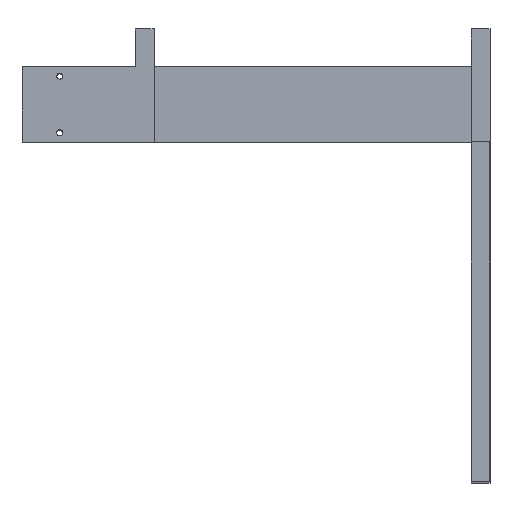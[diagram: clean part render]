
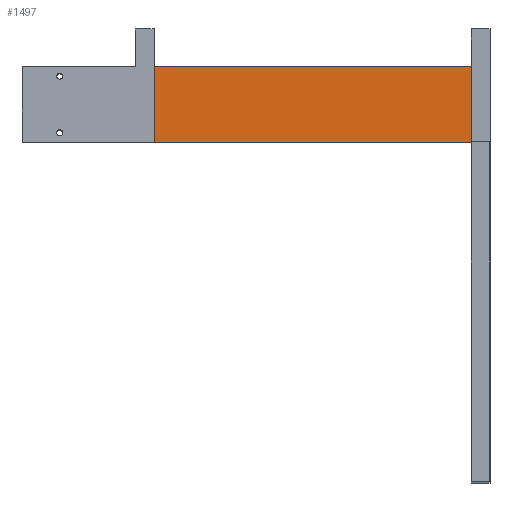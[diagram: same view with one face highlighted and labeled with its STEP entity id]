
A CAD part, top view. The second image highlights one B-rep face of the part: STEP entity #1497.
In plain terms, the highlighted planar face has unit normal (0, 0, 1).
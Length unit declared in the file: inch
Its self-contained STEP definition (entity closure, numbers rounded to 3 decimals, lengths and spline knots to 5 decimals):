
#37 = EDGE_CURVE ( 'NONE', #701, #654, #1237, .T. ) ;
#49 = LINE ( 'NONE', #591, #558 ) ;
#131 = DIRECTION ( 'NONE',  ( -1., 0., 0. ) ) ;
#143 = VECTOR ( 'NONE', #1041, 39.37008 ) ;
#344 = LINE ( 'NONE', #1499, #690 ) ;
#385 = ORIENTED_EDGE ( 'NONE', *, *, #1410, .T. ) ;
#471 = ORIENTED_EDGE ( 'NONE', *, *, #785, .F. ) ;
#521 = CARTESIAN_POINT ( 'NONE',  ( 0., 0., 0. ) ) ;
#555 = CARTESIAN_POINT ( 'NONE',  ( 0., 1., 0. ) ) ;
#558 = VECTOR ( 'NONE', #1342, 39.37008 ) ;
#591 = CARTESIAN_POINT ( 'NONE',  ( 0., 1., 0. ) ) ;
#654 = VERTEX_POINT ( 'NONE', #1604 ) ;
#680 = PLANE ( 'NONE',  #1579 ) ;
#690 = VECTOR ( 'NONE', #1107, 39.37008 ) ;
#701 = VERTEX_POINT ( 'NONE', #1581 ) ;
#785 = EDGE_CURVE ( 'NONE', #1157, #1667, #344, .T. ) ;
#819 = EDGE_LOOP ( 'NONE', ( #385, #1510, #1258, #471 ) ) ;
#821 = CARTESIAN_POINT ( 'NONE',  ( 0.25, 1., 0. ) ) ;
#875 = CARTESIAN_POINT ( 'NONE',  ( 4.45, 1., 0. ) ) ;
#975 = CARTESIAN_POINT ( 'NONE',  ( 0.25, 0., 0. ) ) ;
#1041 = DIRECTION ( 'NONE',  ( 1., 0., 0. ) ) ;
#1107 = DIRECTION ( 'NONE',  ( 0., 1., 0. ) ) ;
#1157 = VERTEX_POINT ( 'NONE', #975 ) ;
#1237 = LINE ( 'NONE', #875, #1374 ) ;
#1258 = ORIENTED_EDGE ( 'NONE', *, *, #1633, .F. ) ;
#1309 = FACE_OUTER_BOUND ( 'NONE', #819, .T. ) ;
#1342 = DIRECTION ( 'NONE',  ( 1., 0., 0. ) ) ;
#1374 = VECTOR ( 'NONE', #1395, 39.37008 ) ;
#1395 = DIRECTION ( 'NONE',  ( 0., 1., 0. ) ) ;
#1410 = EDGE_CURVE ( 'NONE', #1157, #701, #1467, .T. ) ;
#1467 = LINE ( 'NONE', #521, #143 ) ;
#1497 = ADVANCED_FACE ( 'NONE', ( #1309 ), #680, .F. ) ;
#1499 = CARTESIAN_POINT ( 'NONE',  ( 0.25, 1., 0. ) ) ;
#1510 = ORIENTED_EDGE ( 'NONE', *, *, #37, .T. ) ;
#1564 = DIRECTION ( 'NONE',  ( 0., 0., -1. ) ) ;
#1579 = AXIS2_PLACEMENT_3D ( 'NONE', #555, #1564, #131 ) ;
#1581 = CARTESIAN_POINT ( 'NONE',  ( 4.45, 0., 0. ) ) ;
#1604 = CARTESIAN_POINT ( 'NONE',  ( 4.45, 1., 0. ) ) ;
#1633 = EDGE_CURVE ( 'NONE', #1667, #654, #49, .T. ) ;
#1667 = VERTEX_POINT ( 'NONE', #821 ) ;
